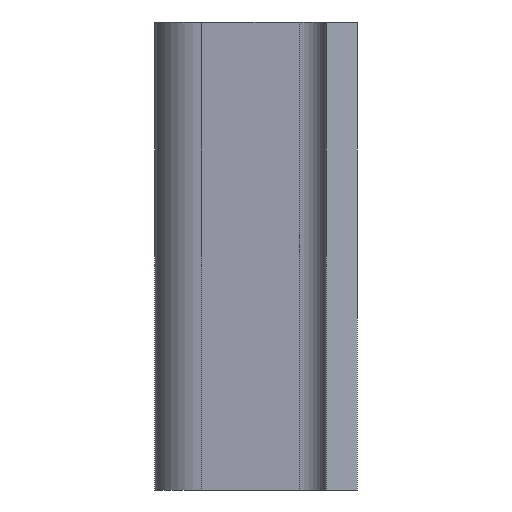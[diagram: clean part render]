
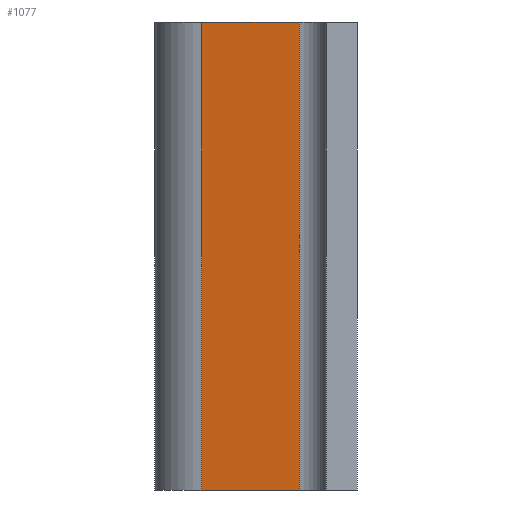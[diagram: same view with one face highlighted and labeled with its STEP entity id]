
A CAD part, left-side view. The second image highlights one B-rep face of the part: STEP entity #1077.
In plain terms, the highlighted planar face has unit normal (-0.99, 0.139, 0).
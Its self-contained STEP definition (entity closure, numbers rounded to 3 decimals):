
#378=DIRECTION('',(0.,0.,-1.));
#379=VECTOR('',#378,60.);
#380=CARTESIAN_POINT('',(-9.324,19.974,30.));
#381=LINE('',#380,#379);
#382=DIRECTION('',(-0.139,-0.99,0.));
#383=VECTOR('',#382,12.653);
#384=CARTESIAN_POINT('',(-9.324,19.974,30.));
#385=LINE('',#384,#383);
#386=DIRECTION('',(0.,0.,1.));
#387=VECTOR('',#386,60.);
#388=CARTESIAN_POINT('',(-11.084,7.444,-30.));
#389=LINE('',#388,#387);
#390=DIRECTION('',(0.139,0.99,0.));
#391=VECTOR('',#390,12.653);
#392=CARTESIAN_POINT('',(-11.084,7.444,-30.));
#393=LINE('',#392,#391);
#494=CARTESIAN_POINT('',(-11.084,7.444,-30.));
#495=CARTESIAN_POINT('',(-11.084,7.444,30.));
#496=VERTEX_POINT('',#494);
#497=VERTEX_POINT('',#495);
#523=CARTESIAN_POINT('',(-9.324,19.974,30.));
#525=VERTEX_POINT('',#523);
#526=CARTESIAN_POINT('',(-9.324,19.974,-30.));
#527=VERTEX_POINT('',#526);
#1066=CARTESIAN_POINT('',(-9.324,19.974,-30.));
#1067=DIRECTION('',(-0.99,0.139,0.));
#1068=DIRECTION('',(-0.139,-0.99,0.));
#1069=AXIS2_PLACEMENT_3D('',#1066,#1067,#1068);
#1070=PLANE('',#1069);
#1071=ORIENTED_EDGE('',*,*,#585,.F.);
#1072=ORIENTED_EDGE('',*,*,#635,.T.);
#1073=ORIENTED_EDGE('',*,*,#1060,.F.);
#1074=ORIENTED_EDGE('',*,*,#537,.T.);
#1075=EDGE_LOOP('',(#1071,#1072,#1073,#1074));
#1076=FACE_OUTER_BOUND('',#1075,.F.);
#1077=ADVANCED_FACE('',(#1076),#1070,.T.);
#537=EDGE_CURVE('',#496,#527,#393,.T.);
#585=EDGE_CURVE('',#525,#527,#381,.T.);
#635=EDGE_CURVE('',#525,#497,#385,.T.);
#1060=EDGE_CURVE('',#496,#497,#389,.T.);
